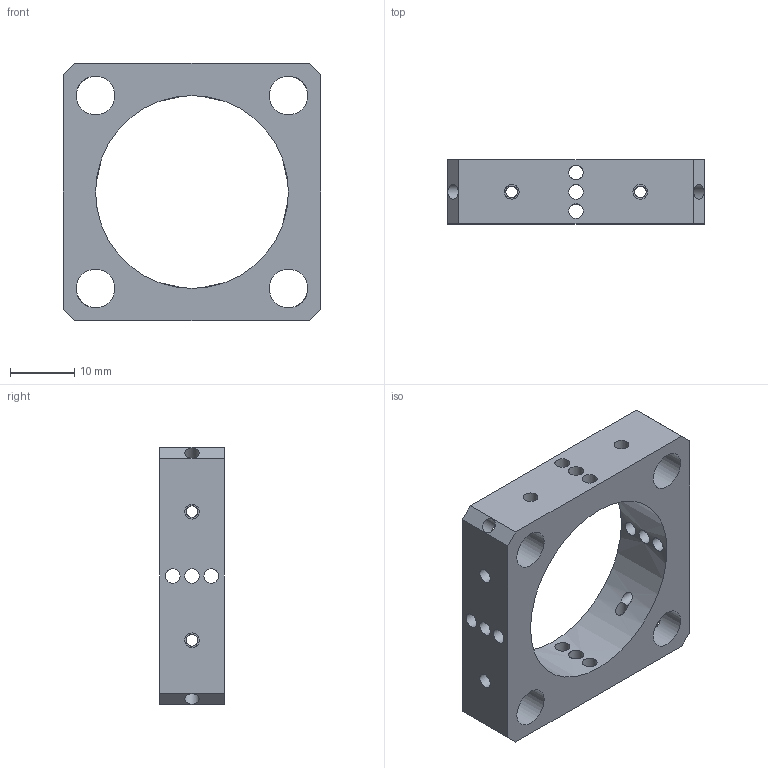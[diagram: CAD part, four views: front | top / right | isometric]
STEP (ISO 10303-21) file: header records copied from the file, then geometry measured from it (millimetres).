
FILE_DESCRIPTION(/* description */ (''),/* implementation_level */ '2;1');
FILE_NAME(/* name */ 'Mounting_Plate_30.stp',/* time_stamp */ '2018-08-27T10:18:14+02:00',/* author */ ('voigt'),/* organization */ (''),/* preprocessor_version */ 'ST-DEVELOPER v16.1',/* originating_system */ 'Autodesk Inventor 2016',/* authorisation */ '');
FILE_SCHEMA (('AUTOMOTIVE_DESIGN { 1 0 10303 214 3 1 1 }'));
Length unit declared in the file: millimetre
Products named in the file (1): Mounting_Plate_30
Bounding box: 40 x 10 x 40 mm (x, y, z)
Volume: 7183.2 mm3; surface area: 5616.2 mm2
Topology: 1 solids, 1 shells, 55 faces, 184 edges, 132 vertices
Faces by surface type: cylinder 37, plane 18
Full cylindrical faces by diameter (mm): 1.809 x8, 2.3 x24, 6 x4, 30 x1
Entity records: 2394 total; most frequent: CARTESIAN_POINT 986, DIRECTION 250, ORIENTED_EDGE 210, EDGE_LOOP 154, AXIS2_PLACEMENT_3D 113, EDGE_CURVE 105, FACE_BOUND 99, VERTEX_POINT 93
